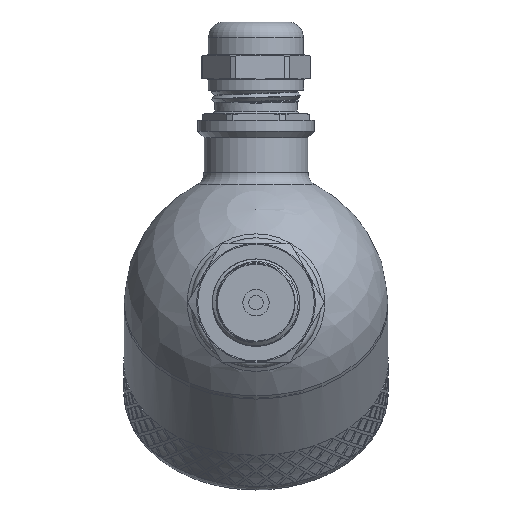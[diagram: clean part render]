
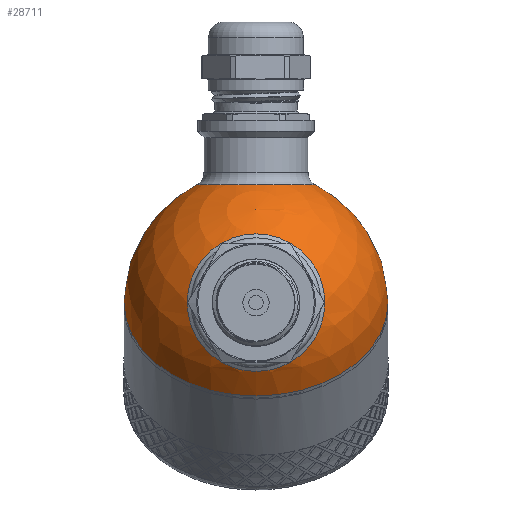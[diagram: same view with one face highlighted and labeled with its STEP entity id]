
A CAD part, left-side view. The second image highlights one B-rep face of the part: STEP entity #28711.
In plain terms, the highlighted spherical face has radius 30 mm.
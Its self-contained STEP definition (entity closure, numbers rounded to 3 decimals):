
#145=SPHERICAL_SURFACE('',#30513,30.);
#276=FACE_BOUND('',#4187,.T.);
#277=FACE_BOUND('',#4188,.T.);
#2345=FACE_OUTER_BOUND('',#4186,.T.);
#4186=EDGE_LOOP('',(#20678,#20679,#20680,#20681));
#4187=EDGE_LOOP('',(#20682));
#4188=EDGE_LOOP('',(#20683));
#5923=CIRCLE('',#30435,30.);
#5924=CIRCLE('',#30436,30.);
#5951=CIRCLE('',#30509,13.5);
#5954=CIRCLE('',#30514,30.);
#5955=CIRCLE('',#30515,15.643);
#11318=VERTEX_POINT('',#38617);
#11319=VERTEX_POINT('',#38619);
#11818=VERTEX_POINT('',#45006);
#11820=VERTEX_POINT('',#45013);
#11821=VERTEX_POINT('',#45015);
#14407=EDGE_CURVE('',#11318,#11319,#5923,.T.);
#14408=EDGE_CURVE('',#11319,#11318,#5924,.T.);
#15159=EDGE_CURVE('',#11818,#11818,#5951,.T.);
#15162=EDGE_CURVE('',#11319,#11820,#5954,.T.);
#15163=EDGE_CURVE('',#11821,#11821,#5955,.T.);
#20678=ORIENTED_EDGE('',*,*,#14408,.F.);
#20679=ORIENTED_EDGE('',*,*,#15162,.T.);
#20680=ORIENTED_EDGE('',*,*,#15162,.F.);
#20681=ORIENTED_EDGE('',*,*,#14407,.F.);
#20682=ORIENTED_EDGE('',*,*,#15163,.F.);
#20683=ORIENTED_EDGE('',*,*,#15159,.F.);
#28711=ADVANCED_FACE('',(#2345,#276,#277),#145,.T.);
#30435=AXIS2_PLACEMENT_3D('',#38620,#32057,#32058);
#30436=AXIS2_PLACEMENT_3D('',#38621,#32059,#32060);
#30509=AXIS2_PLACEMENT_3D('',#45007,#32469,#32470);
#30513=AXIS2_PLACEMENT_3D('',#45012,#32477,#32478);
#30514=AXIS2_PLACEMENT_3D('',#45014,#32479,#32480);
#30515=AXIS2_PLACEMENT_3D('',#45016,#32481,#32482);
#32057=DIRECTION('center_axis',(1.,0.,0.));
#32058=DIRECTION('ref_axis',(0.,1.,0.));
#32059=DIRECTION('center_axis',(1.,0.,0.));
#32060=DIRECTION('ref_axis',(0.,1.,0.));
#32469=DIRECTION('center_axis',(-0.707,0.,-0.707));
#32470=DIRECTION('ref_axis',(-0.707,0.,0.707));
#32477=DIRECTION('center_axis',(1.,0.,0.));
#32478=DIRECTION('ref_axis',(0.,-1.,0.));
#32479=DIRECTION('center_axis',(0.,0.,1.));
#32480=DIRECTION('ref_axis',(0.,1.,0.));
#32481=DIRECTION('center_axis',(-0.707,0.,0.707));
#32482=DIRECTION('ref_axis',(0.707,0.,0.707));
#38617=CARTESIAN_POINT('',(0.,-30.,0.));
#38619=CARTESIAN_POINT('',(0.,30.,0.));
#38620=CARTESIAN_POINT('Origin',(0.,0.,0.));
#38621=CARTESIAN_POINT('Origin',(0.,0.,0.));
#45006=CARTESIAN_POINT('',(-9.398,0.,-28.49));
#45007=CARTESIAN_POINT('Origin',(-18.944,0.,-18.944));
#45012=CARTESIAN_POINT('Origin',(0.,0.,0.));
#45013=CARTESIAN_POINT('',(-30.,0.,0.));
#45014=CARTESIAN_POINT('Origin',(0.,0.,0.));
#45015=CARTESIAN_POINT('',(-29.162,0.,7.04));
#45016=CARTESIAN_POINT('Origin',(-18.101,0.,18.101));
